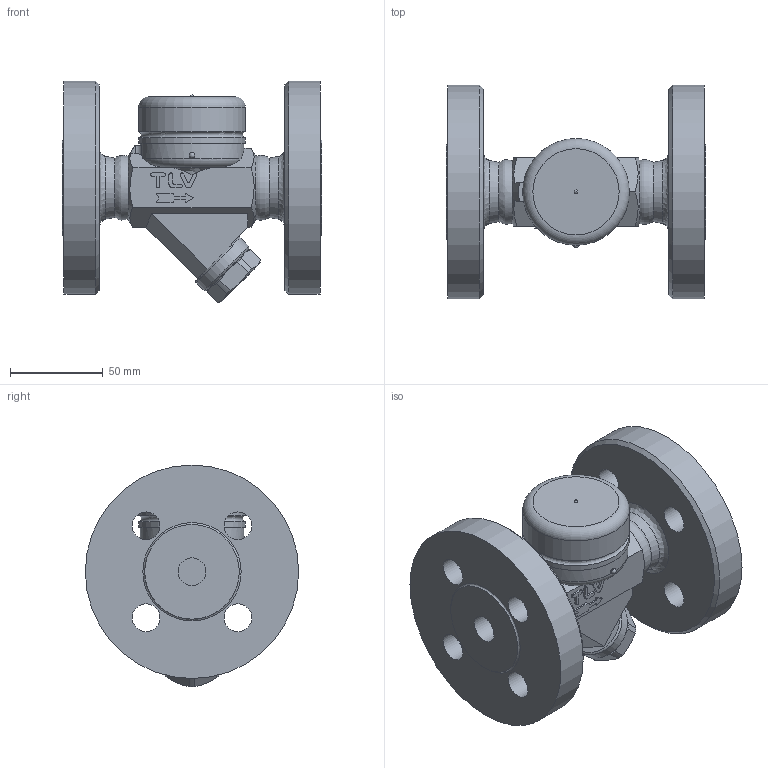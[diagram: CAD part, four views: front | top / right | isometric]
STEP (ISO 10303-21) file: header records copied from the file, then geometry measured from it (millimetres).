
FILE_DESCRIPTION((''),'2;1');
FILE_NAME('a65s0-015-jis40-00.stp','2010-06-30T10:52:50',('nakaot'),(''),'Autodesk Inventor 2008','Autodesk Inventor 2008','');
FILE_SCHEMA(('AUTOMOTIVE_DESIGN { 1 0 10303 214 1 1 1 1 }'));
Length unit declared in the file: millimetre
Products named in the file (1): a65s0-015-jis40-00
Bounding box: 140 x 115 x 119.54 mm (x, y, z)
Volume: 590355.5 mm3; surface area: 86537.5 mm2
Topology: 2 solids, 2 shells, 134 faces, 351 edges, 230 vertices
Faces by surface type: plane 65, cylinder 33, bspline 21, cone 8, torus 5, sphere 2
Full cylindrical faces by diameter (mm): 3 x1, 15 x5, 34 x1, 40 x1, 56 x1, 57.5 x2, 115 x1
Entity records: 4583 total; most frequent: CARTESIAN_POINT 1568, ORIENTED_EDGE 596, DIRECTION 591, EDGE_CURVE 298, AXIS2_PLACEMENT_3D 227, VERTEX_POINT 214, EDGE_LOOP 198, VECTOR 137
